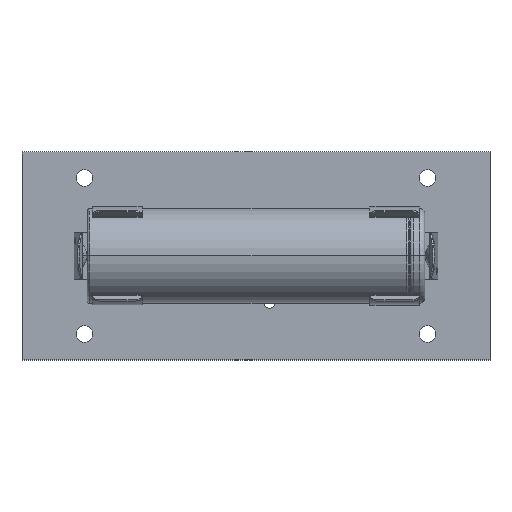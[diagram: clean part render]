
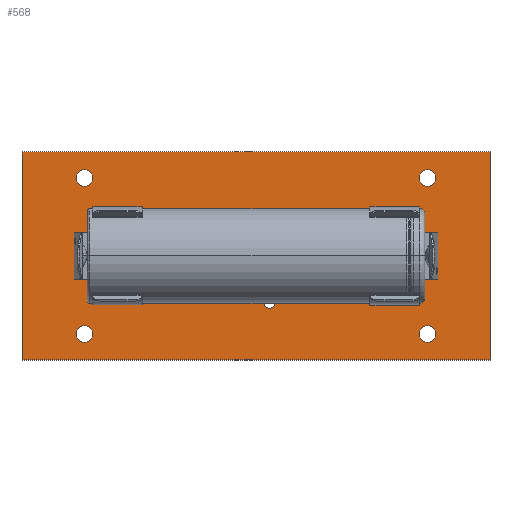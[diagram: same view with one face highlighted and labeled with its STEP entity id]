
A CAD part, top view. The second image highlights one B-rep face of the part: STEP entity #568.
In plain terms, the highlighted planar face has unit normal (0, 0, 1).
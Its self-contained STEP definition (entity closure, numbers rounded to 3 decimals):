
#43 = VERTEX_POINT('',#44);
#44 = CARTESIAN_POINT('',(0.,0.,0.));
#50 = EDGE_CURVE('',#43,#51,#53,.T.);
#51 = VERTEX_POINT('',#52);
#52 = CARTESIAN_POINT('',(90.,0.,0.));
#53 = LINE('',#54,#55);
#54 = CARTESIAN_POINT('',(0.,0.,0.));
#55 = VECTOR('',#56,1.);
#56 = DIRECTION('',(1.,0.,0.));
#81 = EDGE_CURVE('',#51,#82,#84,.T.);
#82 = VERTEX_POINT('',#83);
#83 = CARTESIAN_POINT('',(90.,40.,0.));
#84 = LINE('',#85,#86);
#85 = CARTESIAN_POINT('',(90.,0.,0.));
#86 = VECTOR('',#87,1.);
#87 = DIRECTION('',(0.,1.,0.));
#112 = EDGE_CURVE('',#82,#113,#115,.T.);
#113 = VERTEX_POINT('',#114);
#114 = CARTESIAN_POINT('',(0.,40.,0.));
#115 = LINE('',#116,#117);
#116 = CARTESIAN_POINT('',(90.,40.,0.));
#117 = VECTOR('',#118,1.);
#118 = DIRECTION('',(-1.,0.,0.));
#143 = EDGE_CURVE('',#113,#43,#144,.T.);
#144 = LINE('',#145,#146);
#145 = CARTESIAN_POINT('',(0.,40.,0.));
#146 = VECTOR('',#147,1.);
#147 = DIRECTION('',(0.,-1.,0.));
#167 = VERTEX_POINT('',#168);
#168 = CARTESIAN_POINT('',(13.6,5.,0.));
#174 = EDGE_CURVE('',#167,#167,#175,.T.);
#175 = CIRCLE('',#176,1.6);
#176 = AXIS2_PLACEMENT_3D('',#177,#178,#179);
#177 = CARTESIAN_POINT('',(12.,5.,0.));
#178 = DIRECTION('',(0.,0.,1.));
#179 = DIRECTION('',(1.,0.,0.));
#200 = VERTEX_POINT('',#201);
#201 = CARTESIAN_POINT('',(22.12,17.46,0.));
#207 = EDGE_CURVE('',#200,#200,#208,.T.);
#208 = CIRCLE('',#209,1.);
#209 = AXIS2_PLACEMENT_3D('',#210,#211,#212);
#210 = CARTESIAN_POINT('',(21.12,17.46,0.));
#211 = DIRECTION('',(0.,0.,1.));
#212 = DIRECTION('',(1.,0.,0.));
#233 = VERTEX_POINT('',#234);
#234 = CARTESIAN_POINT('',(13.6,35.,0.));
#240 = EDGE_CURVE('',#233,#233,#241,.T.);
#241 = CIRCLE('',#242,1.6);
#242 = AXIS2_PLACEMENT_3D('',#243,#244,#245);
#243 = CARTESIAN_POINT('',(12.,35.,0.));
#244 = DIRECTION('',(0.,0.,1.));
#245 = DIRECTION('',(1.,0.,0.));
#266 = VERTEX_POINT('',#267);
#267 = CARTESIAN_POINT('',(14.5,20.,0.));
#273 = EDGE_CURVE('',#266,#266,#274,.T.);
#274 = CIRCLE('',#275,1.);
#275 = AXIS2_PLACEMENT_3D('',#276,#277,#278);
#276 = CARTESIAN_POINT('',(13.5,20.,0.));
#277 = DIRECTION('',(0.,0.,1.));
#278 = DIRECTION('',(1.,0.,0.));
#299 = VERTEX_POINT('',#300);
#300 = CARTESIAN_POINT('',(22.12,22.54,0.));
#306 = EDGE_CURVE('',#299,#299,#307,.T.);
#307 = CIRCLE('',#308,1.);
#308 = AXIS2_PLACEMENT_3D('',#309,#310,#311);
#309 = CARTESIAN_POINT('',(21.12,22.54,0.));
#310 = DIRECTION('',(0.,0.,1.));
#311 = DIRECTION('',(1.,0.,0.));
#332 = VERTEX_POINT('',#333);
#333 = CARTESIAN_POINT('',(48.7,11.05,0.));
#339 = EDGE_CURVE('',#332,#332,#340,.T.);
#340 = CIRCLE('',#341,1.1);
#341 = AXIS2_PLACEMENT_3D('',#342,#343,#344);
#342 = CARTESIAN_POINT('',(47.6,11.05,0.));
#343 = DIRECTION('',(0.,0.,1.));
#344 = DIRECTION('',(1.,0.,0.));
#365 = VERTEX_POINT('',#366);
#366 = CARTESIAN_POINT('',(79.6,5.,0.));
#372 = EDGE_CURVE('',#365,#365,#373,.T.);
#373 = CIRCLE('',#374,1.6);
#374 = AXIS2_PLACEMENT_3D('',#375,#376,#377);
#375 = CARTESIAN_POINT('',(78.,5.,0.));
#376 = DIRECTION('',(0.,0.,1.));
#377 = DIRECTION('',(1.,0.,0.));
#398 = VERTEX_POINT('',#399);
#399 = CARTESIAN_POINT('',(69.88,17.46,0.));
#405 = EDGE_CURVE('',#398,#398,#406,.T.);
#406 = CIRCLE('',#407,1.);
#407 = AXIS2_PLACEMENT_3D('',#408,#409,#410);
#408 = CARTESIAN_POINT('',(68.88,17.46,0.));
#409 = DIRECTION('',(0.,0.,1.));
#410 = DIRECTION('',(1.,0.,0.));
#431 = VERTEX_POINT('',#432);
#432 = CARTESIAN_POINT('',(69.88,22.54,0.));
#438 = EDGE_CURVE('',#431,#431,#439,.T.);
#439 = CIRCLE('',#440,1.);
#440 = AXIS2_PLACEMENT_3D('',#441,#442,#443);
#441 = CARTESIAN_POINT('',(68.88,22.54,0.));
#442 = DIRECTION('',(0.,0.,1.));
#443 = DIRECTION('',(1.,0.,0.));
#464 = VERTEX_POINT('',#465);
#465 = CARTESIAN_POINT('',(77.5,20.,0.));
#471 = EDGE_CURVE('',#464,#464,#472,.T.);
#472 = CIRCLE('',#473,1.);
#473 = AXIS2_PLACEMENT_3D('',#474,#475,#476);
#474 = CARTESIAN_POINT('',(76.5,20.,0.));
#475 = DIRECTION('',(0.,0.,1.));
#476 = DIRECTION('',(1.,0.,0.));
#497 = VERTEX_POINT('',#498);
#498 = CARTESIAN_POINT('',(79.6,35.,0.));
#504 = EDGE_CURVE('',#497,#497,#505,.T.);
#505 = CIRCLE('',#506,1.6);
#506 = AXIS2_PLACEMENT_3D('',#507,#508,#509);
#507 = CARTESIAN_POINT('',(78.,35.,0.));
#508 = DIRECTION('',(0.,0.,1.));
#509 = DIRECTION('',(1.,0.,0.));
#568 = ADVANCED_FACE('',(#569,#575,#578,#581,#584,#587,#590,#593,#596,
    #599,#602,#605),#608,.F.);
#569 = FACE_BOUND('',#570,.T.);
#570 = EDGE_LOOP('',(#571,#572,#573,#574));
#571 = ORIENTED_EDGE('',*,*,#50,.T.);
#572 = ORIENTED_EDGE('',*,*,#81,.T.);
#573 = ORIENTED_EDGE('',*,*,#112,.T.);
#574 = ORIENTED_EDGE('',*,*,#143,.T.);
#575 = FACE_BOUND('',#576,.F.);
#576 = EDGE_LOOP('',(#577));
#577 = ORIENTED_EDGE('',*,*,#174,.T.);
#578 = FACE_BOUND('',#579,.F.);
#579 = EDGE_LOOP('',(#580));
#580 = ORIENTED_EDGE('',*,*,#207,.T.);
#581 = FACE_BOUND('',#582,.F.);
#582 = EDGE_LOOP('',(#583));
#583 = ORIENTED_EDGE('',*,*,#240,.T.);
#584 = FACE_BOUND('',#585,.F.);
#585 = EDGE_LOOP('',(#586));
#586 = ORIENTED_EDGE('',*,*,#273,.T.);
#587 = FACE_BOUND('',#588,.F.);
#588 = EDGE_LOOP('',(#589));
#589 = ORIENTED_EDGE('',*,*,#306,.T.);
#590 = FACE_BOUND('',#591,.F.);
#591 = EDGE_LOOP('',(#592));
#592 = ORIENTED_EDGE('',*,*,#339,.T.);
#593 = FACE_BOUND('',#594,.F.);
#594 = EDGE_LOOP('',(#595));
#595 = ORIENTED_EDGE('',*,*,#372,.T.);
#596 = FACE_BOUND('',#597,.F.);
#597 = EDGE_LOOP('',(#598));
#598 = ORIENTED_EDGE('',*,*,#405,.T.);
#599 = FACE_BOUND('',#600,.F.);
#600 = EDGE_LOOP('',(#601));
#601 = ORIENTED_EDGE('',*,*,#438,.T.);
#602 = FACE_BOUND('',#603,.F.);
#603 = EDGE_LOOP('',(#604));
#604 = ORIENTED_EDGE('',*,*,#471,.T.);
#605 = FACE_BOUND('',#606,.F.);
#606 = EDGE_LOOP('',(#607));
#607 = ORIENTED_EDGE('',*,*,#504,.T.);
#608 = PLANE('',#609);
#609 = AXIS2_PLACEMENT_3D('',#610,#611,#612);
#610 = CARTESIAN_POINT('',(0.,0.,0.));
#611 = DIRECTION('',(0.,0.,-1.));
#612 = DIRECTION('',(-1.,0.,0.));
